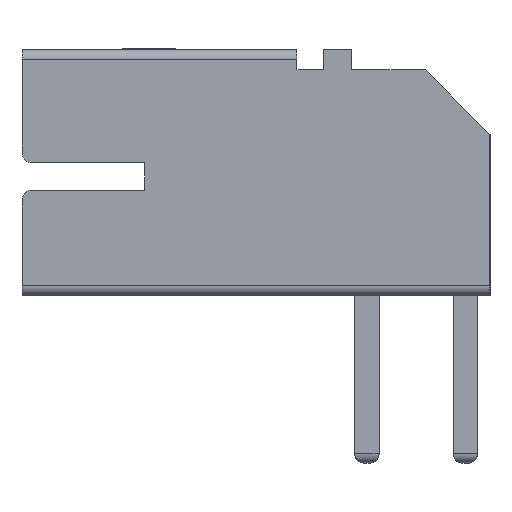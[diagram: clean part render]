
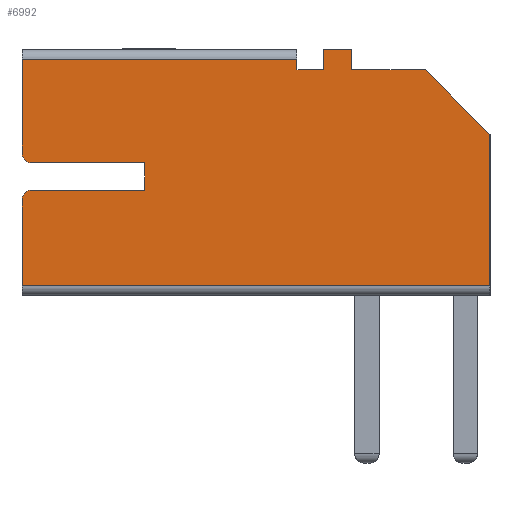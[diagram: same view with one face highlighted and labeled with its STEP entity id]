
A CAD part, left-side view. The second image highlights one B-rep face of the part: STEP entity #6992.
In plain terms, the highlighted planar face has unit normal (-1, 0, 0).
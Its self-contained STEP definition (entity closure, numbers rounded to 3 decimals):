
#186 = CARTESIAN_POINT ( 'NONE',  ( -8.95, 2.255, 2.694 ) ) ;
#266 = ORIENTED_EDGE ( 'NONE', *, *, #21085, .T. ) ;
#381 = AXIS2_PLACEMENT_3D ( 'NONE', #23159, #11913, #18083 ) ;
#591 = LINE ( 'NONE', #9453, #6507 ) ;
#592 = VERTEX_POINT ( 'NONE', #20096 ) ;
#717 = CARTESIAN_POINT ( 'NONE',  ( -8.95, 4.75, 5. ) ) ;
#844 = VERTEX_POINT ( 'NONE', #17886 ) ;
#882 = CARTESIAN_POINT ( 'NONE',  ( -8.95, -4.75, 0.2 ) ) ;
#990 = CARTESIAN_POINT ( 'NONE',  ( -8.95, 4.75, 2.694 ) ) ;
#1313 = CARTESIAN_POINT ( 'NONE',  ( -8.95, 4.75, 2.143 ) ) ;
#1761 = EDGE_CURVE ( 'NONE', #11753, #34387, #27388, .T. ) ;
#1816 = ORIENTED_EDGE ( 'NONE', *, *, #34052, .T. ) ;
#1863 = ORIENTED_EDGE ( 'NONE', *, *, #34992, .T. ) ;
#1946 = VERTEX_POINT ( 'NONE', #16506 ) ;
#1958 = VERTEX_POINT ( 'NONE', #28844 ) ;
#2320 = ORIENTED_EDGE ( 'NONE', *, *, #10380, .T. ) ;
#2388 = DIRECTION ( 'NONE',  ( 0., 1., 0. ) ) ;
#2672 = VECTOR ( 'NONE', #22236, 1000. ) ;
#2995 = EDGE_CURVE ( 'NONE', #1946, #31345, #11952, .T. ) ;
#3607 = CARTESIAN_POINT ( 'NONE',  ( -8.95, -3.433, 4.588 ) ) ;
#3741 = VECTOR ( 'NONE', #17278, 1000. ) ;
#4010 = ORIENTED_EDGE ( 'NONE', *, *, #16530, .T. ) ;
#4079 = VERTEX_POINT ( 'NONE', #32642 ) ;
#5091 = CARTESIAN_POINT ( 'NONE',  ( -8.95, 4.75, 4.8 ) ) ;
#5369 = CARTESIAN_POINT ( 'NONE',  ( -8.95, 2.255, 2.143 ) ) ;
#5548 = EDGE_CURVE ( 'NONE', #6157, #32670, #28542, .T. ) ;
#5608 = PLANE ( 'NONE',  #26063 ) ;
#5616 = ORIENTED_EDGE ( 'NONE', *, *, #27414, .T. ) ;
#6157 = VERTEX_POINT ( 'NONE', #22174 ) ;
#6426 = DIRECTION ( 'NONE',  ( 0., 1., 0. ) ) ;
#6446 = DIRECTION ( 'NONE',  ( 0., 0., 1. ) ) ;
#6507 = VECTOR ( 'NONE', #26285, 1000. ) ;
#6992 = ADVANCED_FACE ( 'NONE', ( #13395 ), #5608, .F. ) ;
#7332 = DIRECTION ( 'NONE',  ( 0., -1., 0. ) ) ;
#7506 = CARTESIAN_POINT ( 'NONE',  ( -8.95, 4.55, 2.143 ) ) ;
#8081 = LINE ( 'NONE', #17942, #23081 ) ;
#8101 = VERTEX_POINT ( 'NONE', #14784 ) ;
#8161 = ORIENTED_EDGE ( 'NONE', *, *, #2995, .T. ) ;
#8313 = EDGE_CURVE ( 'NONE', #31345, #8101, #34169, .T. ) ;
#8371 = VERTEX_POINT ( 'NONE', #28725 ) ;
#8462 = LINE ( 'NONE', #32975, #32692 ) ;
#8906 = DIRECTION ( 'NONE',  ( -1., 0., 0. ) ) ;
#9352 = LINE ( 'NONE', #31310, #31302 ) ;
#9453 = CARTESIAN_POINT ( 'NONE',  ( -8.95, -1.375, 5. ) ) ;
#10229 = VERTEX_POINT ( 'NONE', #5369 ) ;
#10380 = EDGE_CURVE ( 'NONE', #10229, #29052, #26135, .T. ) ;
#10781 = EDGE_CURVE ( 'NONE', #1958, #30579, #32456, .T. ) ;
#11412 = VECTOR ( 'NONE', #12382, 1000. ) ;
#11660 = LINE ( 'NONE', #17079, #3741 ) ;
#11753 = VERTEX_POINT ( 'NONE', #31177 ) ;
#11913 = DIRECTION ( 'NONE',  ( -1., 0., 0. ) ) ;
#11952 = CIRCLE ( 'NONE', #381, 0.2 ) ;
#12298 = LINE ( 'NONE', #3607, #30544 ) ;
#12339 = DIRECTION ( 'NONE',  ( 0., 0., 1. ) ) ;
#12382 = DIRECTION ( 'NONE',  ( 0., 1., 0. ) ) ;
#12511 = EDGE_CURVE ( 'NONE', #12542, #16161, #28264, .T. ) ;
#12515 = CARTESIAN_POINT ( 'NONE',  ( -8.95, -4.75, 5. ) ) ;
#12542 = VERTEX_POINT ( 'NONE', #19547 ) ;
#13395 = FACE_OUTER_BOUND ( 'NONE', #15163, .T. ) ;
#13770 = ORIENTED_EDGE ( 'NONE', *, *, #19624, .T. ) ;
#14283 = DIRECTION ( 'NONE',  ( 0., 1., 0. ) ) ;
#14391 = DIRECTION ( 'NONE',  ( 0., -1., 0. ) ) ;
#14638 = EDGE_CURVE ( 'NONE', #8371, #844, #8462, .T. ) ;
#14647 = CARTESIAN_POINT ( 'NONE',  ( -8.95, -4.75, 5. ) ) ;
#14784 = CARTESIAN_POINT ( 'NONE',  ( -8.95, 2.255, 2.694 ) ) ;
#14820 = DIRECTION ( 'NONE',  ( 0., 0., -1. ) ) ;
#14904 = VECTOR ( 'NONE', #14391, 1000. ) ;
#15015 = DIRECTION ( 'NONE',  ( 1., 0., 0. ) ) ;
#15123 = CARTESIAN_POINT ( 'NONE',  ( -8.95, -4.75, 0.2 ) ) ;
#15163 = EDGE_LOOP ( 'NONE', ( #28381, #8161, #33768, #5616, #2320, #17557, #31740, #26373, #21765, #4010, #1816, #13770, #29902, #266, #16287, #1863, #23439 ) ) ;
#15401 = DIRECTION ( 'NONE',  ( 0., 0., -1. ) ) ;
#15511 = VECTOR ( 'NONE', #21819, 1000. ) ;
#16161 = VERTEX_POINT ( 'NONE', #25047 ) ;
#16287 = ORIENTED_EDGE ( 'NONE', *, *, #5548, .T. ) ;
#16295 = VECTOR ( 'NONE', #14820, 1000. ) ;
#16506 = CARTESIAN_POINT ( 'NONE',  ( -8.95, 4.75, 2.894 ) ) ;
#16530 = EDGE_CURVE ( 'NONE', #1958, #592, #12298, .T. ) ;
#17079 = CARTESIAN_POINT ( 'NONE',  ( -8.95, 4.75, 5. ) ) ;
#17278 = DIRECTION ( 'NONE',  ( 0., 0., -1. ) ) ;
#17557 = ORIENTED_EDGE ( 'NONE', *, *, #22480, .T. ) ;
#17886 = CARTESIAN_POINT ( 'NONE',  ( -8.95, -1.946, 5. ) ) ;
#17942 = CARTESIAN_POINT ( 'NONE',  ( -8.95, -0.832, 5. ) ) ;
#18083 = DIRECTION ( 'NONE',  ( 0., 1., 0. ) ) ;
#18151 = CIRCLE ( 'NONE', #28611, 0.2 ) ;
#19547 = CARTESIAN_POINT ( 'NONE',  ( -8.95, 4.75, 1.943 ) ) ;
#19624 = EDGE_CURVE ( 'NONE', #4079, #844, #9352, .T. ) ;
#19972 = DIRECTION ( 'NONE',  ( 0., 1., 0. ) ) ;
#20096 = CARTESIAN_POINT ( 'NONE',  ( -8.95, -3.433, 4.588 ) ) ;
#21085 = EDGE_CURVE ( 'NONE', #8371, #6157, #591, .T. ) ;
#21380 = VECTOR ( 'NONE', #15401, 1000. ) ;
#21765 = ORIENTED_EDGE ( 'NONE', *, *, #10781, .F. ) ;
#21819 = DIRECTION ( 'NONE',  ( 0., 1., 0. ) ) ;
#22174 = CARTESIAN_POINT ( 'NONE',  ( -8.95, -1.375, 4.588 ) ) ;
#22236 = DIRECTION ( 'NONE',  ( 0., 0., -1. ) ) ;
#22480 = EDGE_CURVE ( 'NONE', #29052, #12542, #18151, .T. ) ;
#22603 = DIRECTION ( 'NONE',  ( 0., 0.707, 0.707 ) ) ;
#23081 = VECTOR ( 'NONE', #12339, 1000. ) ;
#23106 = LINE ( 'NONE', #15123, #28134 ) ;
#23159 = CARTESIAN_POINT ( 'NONE',  ( -8.95, 4.55, 2.894 ) ) ;
#23439 = ORIENTED_EDGE ( 'NONE', *, *, #1761, .T. ) ;
#24613 = DIRECTION ( 'NONE',  ( 0., -1., 0. ) ) ;
#24984 = LINE ( 'NONE', #186, #2672 ) ;
#25047 = CARTESIAN_POINT ( 'NONE',  ( -8.95, 4.75, 0.2 ) ) ;
#25618 = CARTESIAN_POINT ( 'NONE',  ( -8.95, -0.832, 4.588 ) ) ;
#26063 = AXIS2_PLACEMENT_3D ( 'NONE', #14647, #15015, #14283 ) ;
#26135 = LINE ( 'NONE', #1313, #11412 ) ;
#26285 = DIRECTION ( 'NONE',  ( 0., 0., -1. ) ) ;
#26373 = ORIENTED_EDGE ( 'NONE', *, *, #27599, .T. ) ;
#26705 = EDGE_CURVE ( 'NONE', #34387, #1946, #11660, .T. ) ;
#27388 = LINE ( 'NONE', #5091, #34140 ) ;
#27414 = EDGE_CURVE ( 'NONE', #8101, #10229, #24984, .T. ) ;
#27465 = CARTESIAN_POINT ( 'NONE',  ( -8.95, -1.946, 4.588 ) ) ;
#27599 = EDGE_CURVE ( 'NONE', #16161, #30579, #23106, .T. ) ;
#27701 = VECTOR ( 'NONE', #6426, 1000. ) ;
#28134 = VECTOR ( 'NONE', #7332, 1000. ) ;
#28264 = LINE ( 'NONE', #717, #16295 ) ;
#28381 = ORIENTED_EDGE ( 'NONE', *, *, #26705, .T. ) ;
#28542 = LINE ( 'NONE', #25618, #27701 ) ;
#28611 = AXIS2_PLACEMENT_3D ( 'NONE', #28696, #8906, #19972 ) ;
#28696 = CARTESIAN_POINT ( 'NONE',  ( -8.95, 4.55, 1.943 ) ) ;
#28725 = CARTESIAN_POINT ( 'NONE',  ( -8.95, -1.375, 5. ) ) ;
#28844 = CARTESIAN_POINT ( 'NONE',  ( -8.95, -4.75, 3.271 ) ) ;
#29052 = VERTEX_POINT ( 'NONE', #7506 ) ;
#29902 = ORIENTED_EDGE ( 'NONE', *, *, #14638, .F. ) ;
#30544 = VECTOR ( 'NONE', #22603, 1000. ) ;
#30579 = VERTEX_POINT ( 'NONE', #882 ) ;
#31177 = CARTESIAN_POINT ( 'NONE',  ( -8.95, -0.832, 4.8 ) ) ;
#31302 = VECTOR ( 'NONE', #6446, 1000. ) ;
#31310 = CARTESIAN_POINT ( 'NONE',  ( -8.95, -1.946, 5. ) ) ;
#31345 = VERTEX_POINT ( 'NONE', #32473 ) ;
#31740 = ORIENTED_EDGE ( 'NONE', *, *, #12511, .T. ) ;
#32456 = LINE ( 'NONE', #12515, #21380 ) ;
#32473 = CARTESIAN_POINT ( 'NONE',  ( -8.95, 4.55, 2.694 ) ) ;
#32642 = CARTESIAN_POINT ( 'NONE',  ( -8.95, -1.946, 4.588 ) ) ;
#32670 = VERTEX_POINT ( 'NONE', #34799 ) ;
#32692 = VECTOR ( 'NONE', #24613, 1000. ) ;
#32975 = CARTESIAN_POINT ( 'NONE',  ( -8.95, -4.75, 5. ) ) ;
#33265 = LINE ( 'NONE', #27465, #15511 ) ;
#33768 = ORIENTED_EDGE ( 'NONE', *, *, #8313, .T. ) ;
#34052 = EDGE_CURVE ( 'NONE', #592, #4079, #33265, .T. ) ;
#34140 = VECTOR ( 'NONE', #2388, 1000. ) ;
#34169 = LINE ( 'NONE', #990, #14904 ) ;
#34387 = VERTEX_POINT ( 'NONE', #35416 ) ;
#34799 = CARTESIAN_POINT ( 'NONE',  ( -8.95, -0.832, 4.588 ) ) ;
#34992 = EDGE_CURVE ( 'NONE', #32670, #11753, #8081, .T. ) ;
#35416 = CARTESIAN_POINT ( 'NONE',  ( -8.95, 4.75, 4.8 ) ) ;
